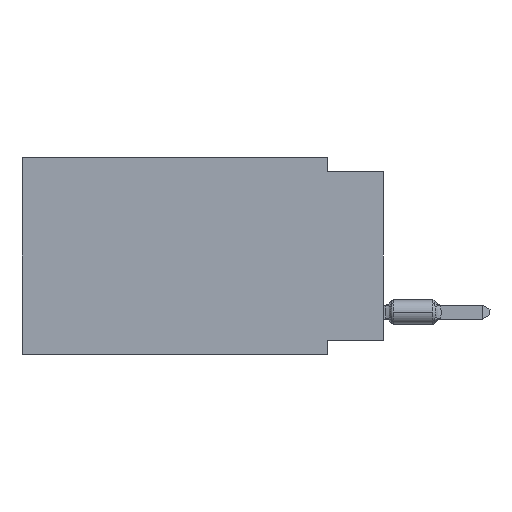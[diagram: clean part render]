
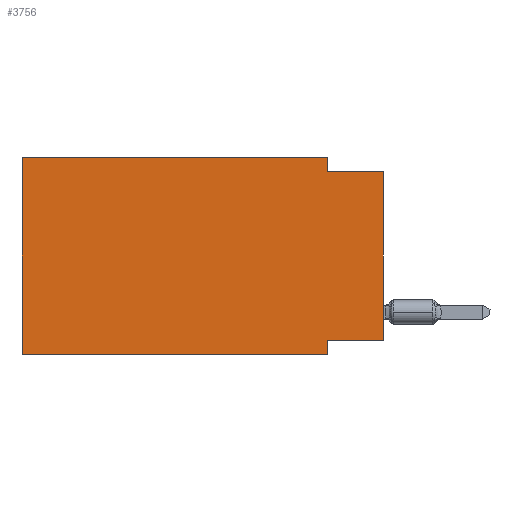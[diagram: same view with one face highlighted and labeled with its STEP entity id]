
A CAD part, left-side view. The second image highlights one B-rep face of the part: STEP entity #3756.
In plain terms, the highlighted planar face has unit normal (-1, 0, 0).
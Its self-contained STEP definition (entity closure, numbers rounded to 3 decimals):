
#520 = VERTEX_POINT ( 'NONE', #4304 ) ;
#626 = CARTESIAN_POINT ( 'NONE',  ( 0., 16.383, -8.89 ) ) ;
#1108 = EDGE_CURVE ( 'NONE', #12281, #3646, #7509, .T. ) ;
#1209 = VERTEX_POINT ( 'NONE', #13499 ) ;
#1257 = CARTESIAN_POINT ( 'NONE',  ( 0., 16.383, 0. ) ) ;
#1305 = VECTOR ( 'NONE', #3366, 1000. ) ;
#1491 = CARTESIAN_POINT ( 'NONE',  ( 0., 0., -8.255 ) ) ;
#1655 = CARTESIAN_POINT ( 'NONE',  ( 0., 0., -0.635 ) ) ;
#1749 = VERTEX_POINT ( 'NONE', #5810 ) ;
#1919 = EDGE_CURVE ( 'NONE', #1209, #5151, #4829, .T. ) ;
#1926 = ORIENTED_EDGE ( 'NONE', *, *, #11932, .T. ) ;
#2895 = CARTESIAN_POINT ( 'NONE',  ( 0., 2.54, -8.255 ) ) ;
#3366 = DIRECTION ( 'NONE',  ( 0., -1., 0. ) ) ;
#3478 = ORIENTED_EDGE ( 'NONE', *, *, #8322, .T. ) ;
#3646 = VERTEX_POINT ( 'NONE', #8939 ) ;
#3694 = DIRECTION ( 'NONE',  ( 1., 0., 0. ) ) ;
#3756 = ADVANCED_FACE ( 'NONE', ( #8263 ), #11814, .F. ) ;
#4240 = LINE ( 'NONE', #1655, #5338 ) ;
#4295 = CARTESIAN_POINT ( 'NONE',  ( 0., 0., 0. ) ) ;
#4304 = CARTESIAN_POINT ( 'NONE',  ( 0., 0., -0.635 ) ) ;
#4643 = ORIENTED_EDGE ( 'NONE', *, *, #6270, .F. ) ;
#4785 = EDGE_CURVE ( 'NONE', #9907, #1749, #8588, .T. ) ;
#4829 = LINE ( 'NONE', #7246, #12092 ) ;
#4855 = VECTOR ( 'NONE', #8505, 1000. ) ;
#5015 = ORIENTED_EDGE ( 'NONE', *, *, #14675, .F. ) ;
#5037 = LINE ( 'NONE', #13293, #14228 ) ;
#5151 = VERTEX_POINT ( 'NONE', #6715 ) ;
#5338 = VECTOR ( 'NONE', #14556, 1000. ) ;
#5516 = VECTOR ( 'NONE', #9041, 1000. ) ;
#5810 = CARTESIAN_POINT ( 'NONE',  ( 0., 2.54, -8.89 ) ) ;
#6270 = EDGE_CURVE ( 'NONE', #5151, #520, #4240, .T. ) ;
#6695 = LINE ( 'NONE', #9968, #5516 ) ;
#6715 = CARTESIAN_POINT ( 'NONE',  ( 0., 2.54, -0.635 ) ) ;
#7246 = CARTESIAN_POINT ( 'NONE',  ( 0., 2.54, 0. ) ) ;
#7444 = CARTESIAN_POINT ( 'NONE',  ( 0., 2.54, -8.89 ) ) ;
#7509 = LINE ( 'NONE', #10937, #4855 ) ;
#8263 = FACE_OUTER_BOUND ( 'NONE', #14101, .T. ) ;
#8322 = EDGE_CURVE ( 'NONE', #12281, #1749, #13534, .T. ) ;
#8333 = DIRECTION ( 'NONE',  ( 0., 0., -1. ) ) ;
#8505 = DIRECTION ( 'NONE',  ( 0., 0., 1. ) ) ;
#8588 = LINE ( 'NONE', #7444, #9151 ) ;
#8811 = DIRECTION ( 'NONE',  ( 0., 0., -1. ) ) ;
#8939 = CARTESIAN_POINT ( 'NONE',  ( 0., 16.383, 0. ) ) ;
#9028 = VERTEX_POINT ( 'NONE', #1491 ) ;
#9041 = DIRECTION ( 'NONE',  ( 0., -1., 0. ) ) ;
#9151 = VECTOR ( 'NONE', #8811, 1000. ) ;
#9907 = VERTEX_POINT ( 'NONE', #2895 ) ;
#9968 = CARTESIAN_POINT ( 'NONE',  ( 0., 16.383, 0. ) ) ;
#10937 = CARTESIAN_POINT ( 'NONE',  ( 0., 16.383, 0. ) ) ;
#10942 = AXIS2_PLACEMENT_3D ( 'NONE', #1257, #3694, #8333 ) ;
#11180 = ORIENTED_EDGE ( 'NONE', *, *, #1108, .F. ) ;
#11329 = ORIENTED_EDGE ( 'NONE', *, *, #4785, .F. ) ;
#11426 = DIRECTION ( 'NONE',  ( 0., 0., 1. ) ) ;
#11814 = PLANE ( 'NONE',  #10942 ) ;
#11932 = EDGE_CURVE ( 'NONE', #9028, #520, #13697, .T. ) ;
#12092 = VECTOR ( 'NONE', #13014, 1000. ) ;
#12281 = VERTEX_POINT ( 'NONE', #626 ) ;
#13014 = DIRECTION ( 'NONE',  ( 0., 0., -1. ) ) ;
#13124 = VECTOR ( 'NONE', #11426, 1000. ) ;
#13293 = CARTESIAN_POINT ( 'NONE',  ( 0., 0., -8.255 ) ) ;
#13499 = CARTESIAN_POINT ( 'NONE',  ( 0., 2.54, 0. ) ) ;
#13534 = LINE ( 'NONE', #13760, #1305 ) ;
#13697 = LINE ( 'NONE', #4295, #13124 ) ;
#13760 = CARTESIAN_POINT ( 'NONE',  ( 0., 16.383, -8.89 ) ) ;
#14101 = EDGE_LOOP ( 'NONE', ( #1926, #4643, #14828, #14427, #11180, #3478, #11329, #5015 ) ) ;
#14228 = VECTOR ( 'NONE', #14283, 1000. ) ;
#14283 = DIRECTION ( 'NONE',  ( 0., 1., 0. ) ) ;
#14427 = ORIENTED_EDGE ( 'NONE', *, *, #14847, .F. ) ;
#14556 = DIRECTION ( 'NONE',  ( 0., -1., 0. ) ) ;
#14675 = EDGE_CURVE ( 'NONE', #9028, #9907, #5037, .T. ) ;
#14828 = ORIENTED_EDGE ( 'NONE', *, *, #1919, .F. ) ;
#14847 = EDGE_CURVE ( 'NONE', #3646, #1209, #6695, .T. ) ;
